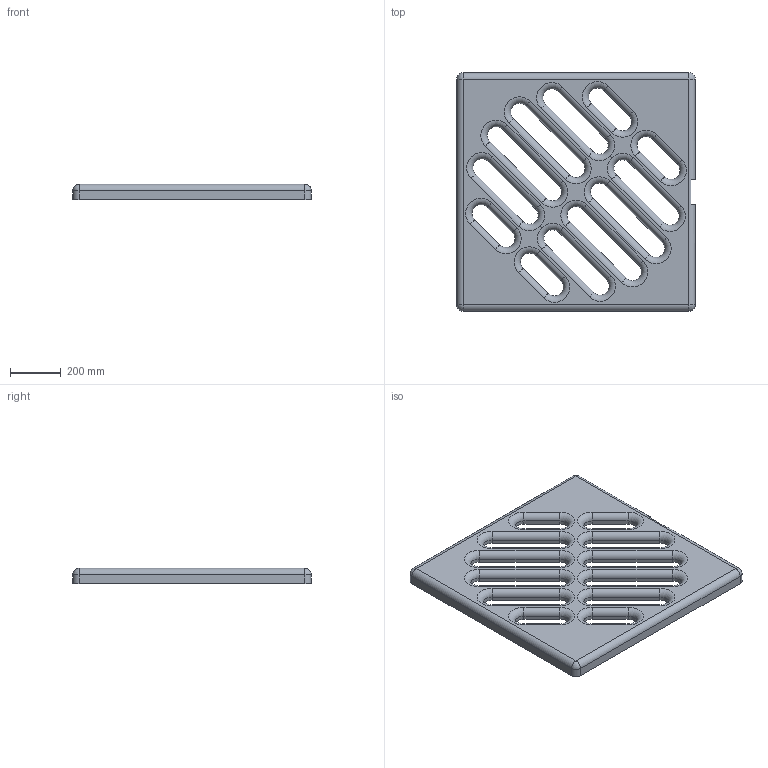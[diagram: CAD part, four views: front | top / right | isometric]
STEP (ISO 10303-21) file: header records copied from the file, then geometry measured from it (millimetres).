
FILE_DESCRIPTION(/* description */ (''),/* implementation_level */ '2;1');
FILE_NAME(/* name */ '15096.000X_3D.stp',/* time_stamp */ '2024-12-11T14:54:16+01:00',/* author */ ('CAD'),/* organization */ (''),/* preprocessor_version */ 'ST-DEVELOPER v20',/* originating_system */ 'AutoCAD Mechanical',/* authorisation */ '');
FILE_SCHEMA (('AUTOMOTIVE_DESIGN { 1 0 10303 214 3 1 1 }'));
Length unit declared in the file: centimetre
Products named in the file (2): Product; *S0
Assembly tree (1 placements, depth 2):
  Product
    *S0
Bounding box: 940 x 940 x 60 mm (x, y, z)
Volume: 11864615.3 mm3; surface area: 2053083.6 mm2
Topology: 1 solids, 1 shells, 244 faces, 570 edges, 340 vertices
Faces by surface type: cylinder 112, plane 76, torus 48, sphere 8
Entity records: 7021 total; most frequent: DIRECTION 1340, CARTESIAN_POINT 1157, ORIENTED_EDGE 1140, EDGE_CURVE 570, AXIS2_PLACEMENT_3D 523, VERTEX_POINT 340, LINE 294, VECTOR 294
